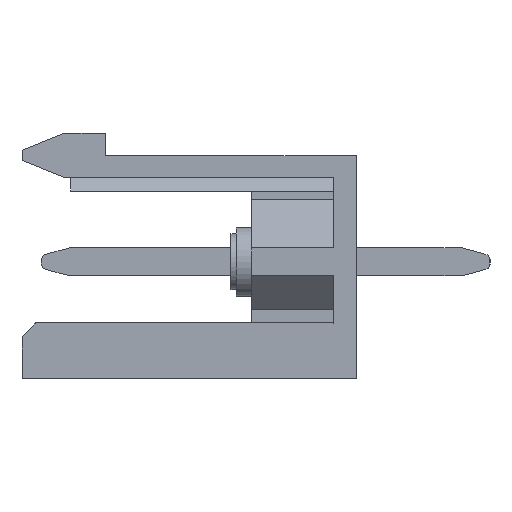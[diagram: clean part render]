
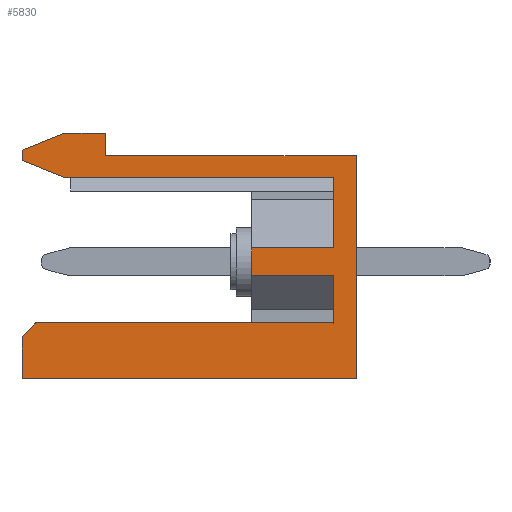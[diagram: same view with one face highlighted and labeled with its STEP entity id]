
A CAD part, left-side view. The second image highlights one B-rep face of the part: STEP entity #5830.
In plain terms, the highlighted planar face has unit normal (-1, 0, 0).
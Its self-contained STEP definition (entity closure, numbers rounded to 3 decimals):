
#75 = VERTEX_POINT ( 'NONE', #3205 ) ;
#393 = ORIENTED_EDGE ( 'NONE', *, *, #22080, .T. ) ;
#551 = ORIENTED_EDGE ( 'NONE', *, *, #15608, .F. ) ;
#557 = VECTOR ( 'NONE', #25941, 1000. ) ;
#692 = DIRECTION ( 'NONE',  ( 0., -1., 0. ) ) ;
#849 = LINE ( 'NONE', #35073, #15571 ) ;
#972 = VECTOR ( 'NONE', #2713, 1000. ) ;
#1143 = CARTESIAN_POINT ( 'NONE',  ( 0., 11.5, -6. ) ) ;
#1278 = CARTESIAN_POINT ( 'NONE',  ( 0., 0.8, -0.77 ) ) ;
#1579 = CARTESIAN_POINT ( 'NONE',  ( 0., 0.8, -0.77 ) ) ;
#1871 = LINE ( 'NONE', #37934, #972 ) ;
#2055 = ORIENTED_EDGE ( 'NONE', *, *, #7284, .T. ) ;
#2447 = VERTEX_POINT ( 'NONE', #38119 ) ;
#2594 = DIRECTION ( 'NONE',  ( 0., 0., -1. ) ) ;
#2687 = LINE ( 'NONE', #29067, #32149 ) ;
#2713 = DIRECTION ( 'NONE',  ( 0., -1., 0. ) ) ;
#2987 = CARTESIAN_POINT ( 'NONE',  ( 0., 10.5, -0.77 ) ) ;
#3205 = CARTESIAN_POINT ( 'NONE',  ( 0., 0.8, -3.31 ) ) ;
#3222 = VECTOR ( 'NONE', #32207, 1000. ) ;
#3242 = CARTESIAN_POINT ( 'NONE',  ( 0., 12., -0.17 ) ) ;
#4393 = CARTESIAN_POINT ( 'NONE',  ( 0., 3.75, -3.31 ) ) ;
#4710 = VERTEX_POINT ( 'NONE', #9152 ) ;
#4788 = LINE ( 'NONE', #16379, #22285 ) ;
#4790 = ORIENTED_EDGE ( 'NONE', *, *, #15630, .F. ) ;
#5107 = VERTEX_POINT ( 'NONE', #10909 ) ;
#5176 = VERTEX_POINT ( 'NONE', #8346 ) ;
#5243 = VERTEX_POINT ( 'NONE', #26192 ) ;
#5529 = VECTOR ( 'NONE', #8909, 1000. ) ;
#5830 = ADVANCED_FACE ( 'NONE', ( #14418 ), #26026, .F. ) ;
#6290 = EDGE_CURVE ( 'NONE', #22727, #10220, #13078, .T. ) ;
#6620 = ORIENTED_EDGE ( 'NONE', *, *, #15017, .F. ) ;
#6913 = VERTEX_POINT ( 'NONE', #27273 ) ;
#6984 = CARTESIAN_POINT ( 'NONE',  ( 0., 0., 0. ) ) ;
#7148 = LINE ( 'NONE', #4393, #14000 ) ;
#7284 = EDGE_CURVE ( 'NONE', #22727, #13003, #16202, .T. ) ;
#7979 = VERTEX_POINT ( 'NONE', #2987 ) ;
#8346 = CARTESIAN_POINT ( 'NONE',  ( 0., 12., -8. ) ) ;
#8909 = DIRECTION ( 'NONE',  ( 0., 1., 0. ) ) ;
#8993 = ORIENTED_EDGE ( 'NONE', *, *, #27825, .F. ) ;
#9152 = CARTESIAN_POINT ( 'NONE',  ( 0., 12., 0.2 ) ) ;
#9399 = VERTEX_POINT ( 'NONE', #10980 ) ;
#9825 = EDGE_CURVE ( 'NONE', #10220, #34579, #25772, .T. ) ;
#10144 = LINE ( 'NONE', #38089, #3222 ) ;
#10220 = VERTEX_POINT ( 'NONE', #15015 ) ;
#10909 = CARTESIAN_POINT ( 'NONE',  ( 0., 10.5, 0.8 ) ) ;
#10980 = CARTESIAN_POINT ( 'NONE',  ( 0., 3.75, -3.31 ) ) ;
#11287 = CARTESIAN_POINT ( 'NONE',  ( 0., 9.01, 0.8 ) ) ;
#11367 = VECTOR ( 'NONE', #30199, 1000. ) ;
#12448 = LINE ( 'NONE', #26516, #5529 ) ;
#12463 = CARTESIAN_POINT ( 'NONE',  ( 0., 10.5, 0.8 ) ) ;
#12991 = ORIENTED_EDGE ( 'NONE', *, *, #13648, .F. ) ;
#13003 = VERTEX_POINT ( 'NONE', #30733 ) ;
#13078 = LINE ( 'NONE', #37265, #19956 ) ;
#13261 = DIRECTION ( 'NONE',  ( 0., -1., 0. ) ) ;
#13461 = EDGE_LOOP ( 'NONE', ( #25093, #2055, #25282, #551, #24941, #12991, #31173, #6620, #34795, #4790, #37935, #8993, #26213, #30582, #34011, #393, #21718 ) ) ;
#13648 = EDGE_CURVE ( 'NONE', #37417, #2447, #4788, .T. ) ;
#14000 = VECTOR ( 'NONE', #13261, 1000. ) ;
#14157 = EDGE_CURVE ( 'NONE', #9399, #5243, #25448, .T. ) ;
#14217 = VECTOR ( 'NONE', #692, 1000. ) ;
#14418 = FACE_OUTER_BOUND ( 'NONE', #13461, .T. ) ;
#14714 = CARTESIAN_POINT ( 'NONE',  ( 0., 9.01, 0.8 ) ) ;
#15015 = CARTESIAN_POINT ( 'NONE',  ( 0., 0.8, -6. ) ) ;
#15017 = EDGE_CURVE ( 'NONE', #5107, #37288, #1871, .T. ) ;
#15300 = EDGE_CURVE ( 'NONE', #2447, #6913, #37211, .T. ) ;
#15350 = CARTESIAN_POINT ( 'NONE',  ( 0., 9.01, 0. ) ) ;
#15571 = VECTOR ( 'NONE', #38016, 1000. ) ;
#15608 = EDGE_CURVE ( 'NONE', #6913, #5176, #2687, .T. ) ;
#15630 = EDGE_CURVE ( 'NONE', #37856, #4710, #849, .T. ) ;
#16202 = LINE ( 'NONE', #28911, #557 ) ;
#16379 = CARTESIAN_POINT ( 'NONE',  ( 0., 9.01, 0. ) ) ;
#16415 = DIRECTION ( 'NONE',  ( 0., 0., 1. ) ) ;
#16995 = VECTOR ( 'NONE', #18888, 1000. ) ;
#18298 = CARTESIAN_POINT ( 'NONE',  ( 0., 3.75, -4.31 ) ) ;
#18422 = VECTOR ( 'NONE', #32962, 1000. ) ;
#18789 = CARTESIAN_POINT ( 'NONE',  ( 0., 3.75, -3.31 ) ) ;
#18888 = DIRECTION ( 'NONE',  ( 0., 0., 1. ) ) ;
#19725 = EDGE_CURVE ( 'NONE', #37288, #37417, #30946, .T. ) ;
#19956 = VECTOR ( 'NONE', #22647, 1000. ) ;
#20129 = DIRECTION ( 'NONE',  ( 0., 0., -1. ) ) ;
#20205 = DIRECTION ( 'NONE',  ( 1., 0., 0. ) ) ;
#20275 = DIRECTION ( 'NONE',  ( 0., 1., 0. ) ) ;
#21128 = LINE ( 'NONE', #18298, #14217 ) ;
#21279 = VECTOR ( 'NONE', #20129, 1000. ) ;
#21718 = ORIENTED_EDGE ( 'NONE', *, *, #9825, .F. ) ;
#21767 = DIRECTION ( 'NONE',  ( 0., 0., -1. ) ) ;
#22080 = EDGE_CURVE ( 'NONE', #5243, #34579, #21128, .T. ) ;
#22285 = VECTOR ( 'NONE', #36947, 1000. ) ;
#22647 = DIRECTION ( 'NONE',  ( 0., -1., 0. ) ) ;
#22727 = VERTEX_POINT ( 'NONE', #1143 ) ;
#24108 = CARTESIAN_POINT ( 'NONE',  ( 0., 0.8, -0.77 ) ) ;
#24519 = VERTEX_POINT ( 'NONE', #1579 ) ;
#24941 = ORIENTED_EDGE ( 'NONE', *, *, #15300, .F. ) ;
#25093 = ORIENTED_EDGE ( 'NONE', *, *, #6290, .F. ) ;
#25282 = ORIENTED_EDGE ( 'NONE', *, *, #29793, .F. ) ;
#25448 = LINE ( 'NONE', #18789, #32340 ) ;
#25613 = LINE ( 'NONE', #28278, #32513 ) ;
#25772 = LINE ( 'NONE', #1278, #16995 ) ;
#25941 = DIRECTION ( 'NONE',  ( 0., 0.707, -0.707 ) ) ;
#25953 = AXIS2_PLACEMENT_3D ( 'NONE', #37818, #20205, #2594 ) ;
#26026 = PLANE ( 'NONE',  #25953 ) ;
#26192 = CARTESIAN_POINT ( 'NONE',  ( 0., 3.75, -4.31 ) ) ;
#26213 = ORIENTED_EDGE ( 'NONE', *, *, #27436, .F. ) ;
#26264 = LINE ( 'NONE', #24108, #18422 ) ;
#26516 = CARTESIAN_POINT ( 'NONE',  ( 0., 10.5, -0.77 ) ) ;
#27273 = CARTESIAN_POINT ( 'NONE',  ( 0., 0., -8. ) ) ;
#27436 = EDGE_CURVE ( 'NONE', #75, #24519, #26264, .T. ) ;
#27561 = DIRECTION ( 'NONE',  ( 0., 0., -1. ) ) ;
#27825 = EDGE_CURVE ( 'NONE', #24519, #7979, #12448, .T. ) ;
#28278 = CARTESIAN_POINT ( 'NONE',  ( 0., 12., -8. ) ) ;
#28502 = VECTOR ( 'NONE', #27561, 1000. ) ;
#28911 = CARTESIAN_POINT ( 'NONE',  ( 0., 11.5, -6. ) ) ;
#29067 = CARTESIAN_POINT ( 'NONE',  ( 0., 0., -8. ) ) ;
#29793 = EDGE_CURVE ( 'NONE', #5176, #13003, #25613, .T. ) ;
#30199 = DIRECTION ( 'NONE',  ( 0., -0.928, 0.371 ) ) ;
#30582 = ORIENTED_EDGE ( 'NONE', *, *, #38085, .F. ) ;
#30733 = CARTESIAN_POINT ( 'NONE',  ( 0., 12., -6.5 ) ) ;
#30946 = LINE ( 'NONE', #11287, #21279 ) ;
#31173 = ORIENTED_EDGE ( 'NONE', *, *, #19725, .F. ) ;
#32149 = VECTOR ( 'NONE', #20275, 1000. ) ;
#32207 = DIRECTION ( 'NONE',  ( 0., 0.928, 0.371 ) ) ;
#32340 = VECTOR ( 'NONE', #21767, 1000. ) ;
#32513 = VECTOR ( 'NONE', #16415, 1000. ) ;
#32962 = DIRECTION ( 'NONE',  ( 0., 0., 1. ) ) ;
#33141 = CARTESIAN_POINT ( 'NONE',  ( 0., 0.8, -4.31 ) ) ;
#34011 = ORIENTED_EDGE ( 'NONE', *, *, #14157, .T. ) ;
#34579 = VERTEX_POINT ( 'NONE', #33141 ) ;
#34795 = ORIENTED_EDGE ( 'NONE', *, *, #36848, .F. ) ;
#34808 = LINE ( 'NONE', #12463, #11367 ) ;
#35037 = EDGE_CURVE ( 'NONE', #7979, #37856, #10144, .T. ) ;
#35073 = CARTESIAN_POINT ( 'NONE',  ( 0., 12., -0.17 ) ) ;
#36848 = EDGE_CURVE ( 'NONE', #4710, #5107, #34808, .T. ) ;
#36947 = DIRECTION ( 'NONE',  ( 0., -1., 0. ) ) ;
#37211 = LINE ( 'NONE', #6984, #28502 ) ;
#37265 = CARTESIAN_POINT ( 'NONE',  ( 0., 0.8, -6. ) ) ;
#37288 = VERTEX_POINT ( 'NONE', #14714 ) ;
#37417 = VERTEX_POINT ( 'NONE', #15350 ) ;
#37818 = CARTESIAN_POINT ( 'NONE',  ( 0., 0., 0. ) ) ;
#37856 = VERTEX_POINT ( 'NONE', #3242 ) ;
#37934 = CARTESIAN_POINT ( 'NONE',  ( 0., 10.5, 0.8 ) ) ;
#37935 = ORIENTED_EDGE ( 'NONE', *, *, #35037, .F. ) ;
#38016 = DIRECTION ( 'NONE',  ( 0., 0., 1. ) ) ;
#38085 = EDGE_CURVE ( 'NONE', #9399, #75, #7148, .T. ) ;
#38089 = CARTESIAN_POINT ( 'NONE',  ( 0., 12., -0.17 ) ) ;
#38119 = CARTESIAN_POINT ( 'NONE',  ( 0., 0., 0. ) ) ;
